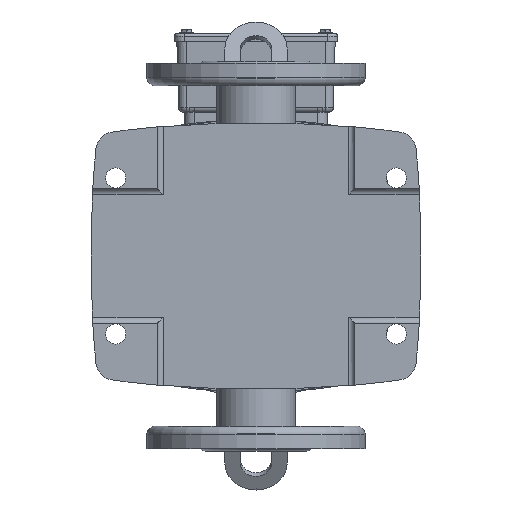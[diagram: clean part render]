
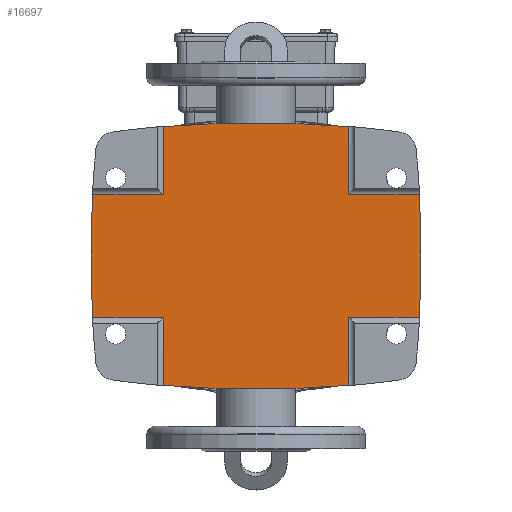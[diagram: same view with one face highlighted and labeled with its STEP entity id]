
A CAD part, front view. The second image highlights one B-rep face of the part: STEP entity #16697.
In plain terms, the highlighted planar face has unit normal (0, -1, 0).
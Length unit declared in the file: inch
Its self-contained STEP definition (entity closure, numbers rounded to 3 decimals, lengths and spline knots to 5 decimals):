
#107 = VECTOR ( 'NONE', #32876, 39.37008 ) ;
#131 = CARTESIAN_POINT ( 'NONE',  ( -4.59646, 0.19685, -2.33625 ) ) ;
#156 = EDGE_CURVE ( 'NONE', #13173, #26302, #16502, .T. ) ;
#649 = DIRECTION ( 'NONE',  ( 0., -1., 0. ) ) ;
#651 = CARTESIAN_POINT ( 'NONE',  ( 0., 0.19685, 23.10236 ) ) ;
#696 = EDGE_CURVE ( 'NONE', #6320, #31660, #5436, .T. ) ;
#1190 = CARTESIAN_POINT ( 'NONE',  ( 1.54265, 0.19685, -4.11924 ) ) ;
#1400 = VERTEX_POINT ( 'NONE', #8791 ) ;
#1615 = ORIENTED_EDGE ( 'NONE', *, *, #17193, .F. ) ;
#1836 = CARTESIAN_POINT ( 'NONE',  ( -1.54265, 0.19685, -4.59646 ) ) ;
#2177 = AXIS2_PLACEMENT_3D ( 'NONE', #2446, #33633, #8371 ) ;
#2275 = DIRECTION ( 'NONE',  ( 0., 0., 1. ) ) ;
#2446 = CARTESIAN_POINT ( 'NONE',  ( 0., 0.19685, 23.10236 ) ) ;
#3182 = VECTOR ( 'NONE', #31093, 39.37008 ) ;
#3235 = VERTEX_POINT ( 'NONE', #30845 ) ;
#3436 = DIRECTION ( 'NONE',  ( 0., 0., 1. ) ) ;
#3708 = AXIS2_PLACEMENT_3D ( 'NONE', #1836, #17859, #31815 ) ;
#3734 = DIRECTION ( 'NONE',  ( 0., 0., 1. ) ) ;
#3850 = DIRECTION ( 'NONE',  ( 0., 0., 1. ) ) ;
#3897 = CARTESIAN_POINT ( 'NONE',  ( 1.54265, 0.19685, 4.11924 ) ) ;
#4308 = VECTOR ( 'NONE', #3850, 39.37008 ) ;
#4757 = EDGE_CURVE ( 'NONE', #11872, #34969, #21032, .T. ) ;
#4870 = ORIENTED_EDGE ( 'NONE', *, *, #4757, .T. ) ;
#5436 = LINE ( 'NONE', #33347, #19508 ) ;
#5647 = CARTESIAN_POINT ( 'NONE',  ( -4.59646, 0.19685, 2.33625 ) ) ;
#5834 = CARTESIAN_POINT ( 'NONE',  ( 3.26434, 0.19685, -2.33625 ) ) ;
#6247 = CARTESIAN_POINT ( 'NONE',  ( -1.54265, 0.19685, -4.59646 ) ) ;
#6320 = VERTEX_POINT ( 'NONE', #19053 ) ;
#7285 = PLANE ( 'NONE',  #3708 ) ;
#7622 = LINE ( 'NONE', #22066, #107 ) ;
#7812 = ORIENTED_EDGE ( 'NONE', *, *, #8273, .T. ) ;
#8161 = CARTESIAN_POINT ( 'NONE',  ( -4.59646, 0.19685, -2.33625 ) ) ;
#8199 = DIRECTION ( 'NONE',  ( 0., 1., 0. ) ) ;
#8265 = DIRECTION ( 'NONE',  ( 0., 0., 1. ) ) ;
#8273 = EDGE_CURVE ( 'NONE', #31660, #13173, #25433, .T. ) ;
#8371 = DIRECTION ( 'NONE',  ( 0., 0., 1. ) ) ;
#8766 = DIRECTION ( 'NONE',  ( 0., -1., 0. ) ) ;
#8791 = CARTESIAN_POINT ( 'NONE',  ( 0., 0.19685, -4.16291 ) ) ;
#8992 = EDGE_CURVE ( 'NONE', #23768, #9655, #24083, .T. ) ;
#9406 = CARTESIAN_POINT ( 'NONE',  ( 1.54265, 0.19685, -4.59646 ) ) ;
#9626 = CARTESIAN_POINT ( 'NONE',  ( -3.26434, 0.19685, -2.33625 ) ) ;
#9655 = VERTEX_POINT ( 'NONE', #5834 ) ;
#9829 = LINE ( 'NONE', #5647, #28244 ) ;
#10118 = ORIENTED_EDGE ( 'NONE', *, *, #35589, .F. ) ;
#10215 = DIRECTION ( 'NONE',  ( 0., 0., 1. ) ) ;
#10762 = CIRCLE ( 'NONE', #11460, 26.47079 ) ;
#11339 = DIRECTION ( 'NONE',  ( 1., 0., 0. ) ) ;
#11460 = AXIS2_PLACEMENT_3D ( 'NONE', #28896, #649, #3734 ) ;
#11872 = VERTEX_POINT ( 'NONE', #1190 ) ;
#12579 = VECTOR ( 'NONE', #10215, 39.37008 ) ;
#13173 = VERTEX_POINT ( 'NONE', #17998 ) ;
#13468 = EDGE_CURVE ( 'NONE', #11872, #1400, #17894, .T. ) ;
#13495 = CARTESIAN_POINT ( 'NONE',  ( 3.26434, 0.19685, 2.33625 ) ) ;
#14088 = CARTESIAN_POINT ( 'NONE',  ( -1.54265, 0.19685, -2.33625 ) ) ;
#15551 = ORIENTED_EDGE ( 'NONE', *, *, #23042, .F. ) ;
#15897 = ORIENTED_EDGE ( 'NONE', *, *, #156, .T. ) ;
#16220 = EDGE_CURVE ( 'NONE', #18976, #23046, #10762, .T. ) ;
#16502 = CIRCLE ( 'NONE', #26870, 27.26527 ) ;
#16697 = ADVANCED_FACE ( 'NONE', ( #33558 ), #7285, .F. ) ;
#16736 = CARTESIAN_POINT ( 'NONE',  ( 0., 0.19685, -23.10236 ) ) ;
#16945 = ORIENTED_EDGE ( 'NONE', *, *, #19669, .F. ) ;
#16982 = DIRECTION ( 'NONE',  ( 1., 0., 0. ) ) ;
#17193 = EDGE_CURVE ( 'NONE', #18976, #18008, #7622, .T. ) ;
#17397 = EDGE_CURVE ( 'NONE', #23046, #27945, #32615, .T. ) ;
#17458 = CARTESIAN_POINT ( 'NONE',  ( -1.54265, 0.19685, 2.33625 ) ) ;
#17859 = DIRECTION ( 'NONE',  ( 0., 1., 0. ) ) ;
#17868 = CARTESIAN_POINT ( 'NONE',  ( 1.54265, 0.19685, -2.33625 ) ) ;
#17894 = CIRCLE ( 'NONE', #2177, 27.26527 ) ;
#17998 = CARTESIAN_POINT ( 'NONE',  ( 0., 0.19685, 4.16291 ) ) ;
#18002 = AXIS2_PLACEMENT_3D ( 'NONE', #19372, #8199, #2275 ) ;
#18008 = VERTEX_POINT ( 'NONE', #17458 ) ;
#18976 = VERTEX_POINT ( 'NONE', #30106 ) ;
#19044 = ORIENTED_EDGE ( 'NONE', *, *, #25372, .F. ) ;
#19053 = CARTESIAN_POINT ( 'NONE',  ( 1.54265, 0.19685, 2.33625 ) ) ;
#19372 = CARTESIAN_POINT ( 'NONE',  ( -23.10315, 0.19685, 0. ) ) ;
#19508 = VECTOR ( 'NONE', #33467, 39.37008 ) ;
#19669 = EDGE_CURVE ( 'NONE', #1400, #3235, #33799, .T. ) ;
#20276 = LINE ( 'NONE', #8161, #27319 ) ;
#21032 = LINE ( 'NONE', #9406, #4308 ) ;
#22066 = CARTESIAN_POINT ( 'NONE',  ( -4.59646, 0.19685, 2.33625 ) ) ;
#22348 = DIRECTION ( 'NONE',  ( 0., -1., 0. ) ) ;
#22545 = ORIENTED_EDGE ( 'NONE', *, *, #17397, .T. ) ;
#23042 = EDGE_CURVE ( 'NONE', #3235, #27945, #30127, .T. ) ;
#23046 = VERTEX_POINT ( 'NONE', #9626 ) ;
#23768 = VERTEX_POINT ( 'NONE', #13495 ) ;
#24083 = CIRCLE ( 'NONE', #18002, 26.47079 ) ;
#24861 = ORIENTED_EDGE ( 'NONE', *, *, #30927, .T. ) ;
#25372 = EDGE_CURVE ( 'NONE', #6320, #23768, #9829, .T. ) ;
#25433 = CIRCLE ( 'NONE', #34397, 27.26527 ) ;
#25435 = CARTESIAN_POINT ( 'NONE',  ( -1.54265, 0.19685, 4.11924 ) ) ;
#25524 = CARTESIAN_POINT ( 'NONE',  ( 0., 0.19685, -23.10236 ) ) ;
#25840 = DIRECTION ( 'NONE',  ( 0., 1., 0. ) ) ;
#26302 = VERTEX_POINT ( 'NONE', #25435 ) ;
#26870 = AXIS2_PLACEMENT_3D ( 'NONE', #16736, #22348, #8265 ) ;
#27305 = ORIENTED_EDGE ( 'NONE', *, *, #8992, .F. ) ;
#27319 = VECTOR ( 'NONE', #11339, 39.37008 ) ;
#27885 = VECTOR ( 'NONE', #28338, 39.37008 ) ;
#27945 = VERTEX_POINT ( 'NONE', #14088 ) ;
#28244 = VECTOR ( 'NONE', #16982, 39.37008 ) ;
#28338 = DIRECTION ( 'NONE',  ( 0., 0., 1. ) ) ;
#28896 = CARTESIAN_POINT ( 'NONE',  ( 23.10315, 0.19685, 0. ) ) ;
#28898 = DIRECTION ( 'NONE',  ( 0., 0., 1. ) ) ;
#30106 = CARTESIAN_POINT ( 'NONE',  ( -3.26434, 0.19685, 2.33625 ) ) ;
#30127 = LINE ( 'NONE', #35316, #12579 ) ;
#30845 = CARTESIAN_POINT ( 'NONE',  ( -1.54265, 0.19685, -4.11924 ) ) ;
#30927 = EDGE_CURVE ( 'NONE', #34969, #9655, #20276, .T. ) ;
#31093 = DIRECTION ( 'NONE',  ( 1., 0., 0. ) ) ;
#31216 = EDGE_LOOP ( 'NONE', ( #10118, #1615, #31386, #22545, #15551, #16945, #31457, #4870, #24861, #27305, #19044, #36286, #7812, #15897 ) ) ;
#31386 = ORIENTED_EDGE ( 'NONE', *, *, #16220, .T. ) ;
#31457 = ORIENTED_EDGE ( 'NONE', *, *, #13468, .F. ) ;
#31660 = VERTEX_POINT ( 'NONE', #3897 ) ;
#31815 = DIRECTION ( 'NONE',  ( 0., 0., 1. ) ) ;
#32615 = LINE ( 'NONE', #131, #3182 ) ;
#32721 = LINE ( 'NONE', #6247, #27885 ) ;
#32876 = DIRECTION ( 'NONE',  ( 1., 0., 0. ) ) ;
#33183 = AXIS2_PLACEMENT_3D ( 'NONE', #651, #25840, #28898 ) ;
#33347 = CARTESIAN_POINT ( 'NONE',  ( 1.54265, 0.19685, -4.59646 ) ) ;
#33467 = DIRECTION ( 'NONE',  ( 0., 0., 1. ) ) ;
#33558 = FACE_OUTER_BOUND ( 'NONE', #31216, .T. ) ;
#33633 = DIRECTION ( 'NONE',  ( 0., 1., 0. ) ) ;
#33799 = CIRCLE ( 'NONE', #33183, 27.26527 ) ;
#34397 = AXIS2_PLACEMENT_3D ( 'NONE', #25524, #8766, #3436 ) ;
#34969 = VERTEX_POINT ( 'NONE', #17868 ) ;
#35316 = CARTESIAN_POINT ( 'NONE',  ( -1.54265, 0.19685, -4.59646 ) ) ;
#35589 = EDGE_CURVE ( 'NONE', #18008, #26302, #32721, .T. ) ;
#36286 = ORIENTED_EDGE ( 'NONE', *, *, #696, .T. ) ;
